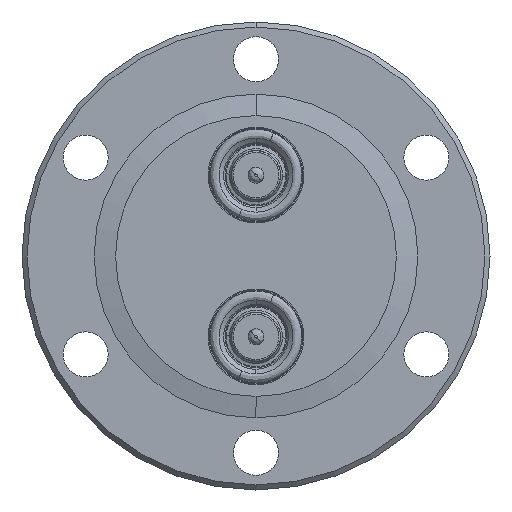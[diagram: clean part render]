
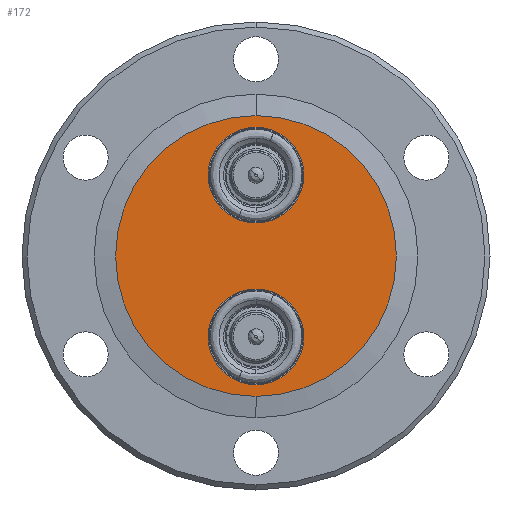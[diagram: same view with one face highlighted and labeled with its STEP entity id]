
A CAD part, front view. The second image highlights one B-rep face of the part: STEP entity #172.
In plain terms, the highlighted planar face has unit normal (0, -1, 0).
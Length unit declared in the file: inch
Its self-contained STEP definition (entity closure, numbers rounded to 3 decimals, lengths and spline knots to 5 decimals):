
#53 = EDGE_CURVE ( 'NONE', #6143, #6186, #3039, .T. ) ;
#172 = ADVANCED_FACE ( 'NONE', ( #2480, #2479, #2481 ), #2471, .F. ) ;
#471 = DIRECTION ( 'NONE',  ( 0., 0., 1. ) ) ;
#472 = DIRECTION ( 'NONE',  ( 0., -1., 0. ) ) ;
#473 = CARTESIAN_POINT ( 'NONE',  ( -0.03757, 0.72412, -0.475 ) ) ;
#1030 = EDGE_LOOP ( 'NONE', ( #1945, #1948 ) ) ;
#1085 = EDGE_LOOP ( 'NONE', ( #2022, #2018 ) ) ;
#1309 = CARTESIAN_POINT ( 'NONE',  ( -0.03757, 0.72412, 0.756 ) ) ;
#1311 = CARTESIAN_POINT ( 'NONE',  ( -0.03757, 0.72412, -0.756 ) ) ;
#1353 = CARTESIAN_POINT ( 'NONE',  ( -0.03757, 0.72412, 0.825 ) ) ;
#1379 = CARTESIAN_POINT ( 'NONE',  ( -0.03757, 0.72412, -0.194 ) ) ;
#1388 = CARTESIAN_POINT ( 'NONE',  ( -0.03757, 0.72412, 0.194 ) ) ;
#1396 = CARTESIAN_POINT ( 'NONE',  ( -0.03757, 0.72412, -0.825 ) ) ;
#1862 = EDGE_LOOP ( 'NONE', ( #2013, #1943 ) ) ;
#1943 = ORIENTED_EDGE ( 'NONE', *, *, #2805, .F. ) ;
#1945 = ORIENTED_EDGE ( 'NONE', *, *, #2653, .F. ) ;
#1948 = ORIENTED_EDGE ( 'NONE', *, *, #2936, .F. ) ;
#2013 = ORIENTED_EDGE ( 'NONE', *, *, #2758, .F. ) ;
#2018 = ORIENTED_EDGE ( 'NONE', *, *, #2868, .T. ) ;
#2022 = ORIENTED_EDGE ( 'NONE', *, *, #53, .T. ) ;
#2468 = DIRECTION ( 'NONE',  ( 0., 0., -1. ) ) ;
#2469 = DIRECTION ( 'NONE',  ( 0., 1., 0. ) ) ;
#2471 = PLANE ( 'NONE',  #3329 ) ;
#2476 = CARTESIAN_POINT ( 'NONE',  ( -0.03757, 0.72412, 0.475 ) ) ;
#2479 = FACE_BOUND ( 'NONE', #1030, .T. ) ;
#2480 = FACE_BOUND ( 'NONE', #1862, .T. ) ;
#2481 = FACE_OUTER_BOUND ( 'NONE', #1085, .T. ) ;
#2653 = EDGE_CURVE ( 'NONE', #6169, #6101, #3252, .T. ) ;
#2758 = EDGE_CURVE ( 'NONE', #6099, #6178, #4741, .T. ) ;
#2805 = EDGE_CURVE ( 'NONE', #6178, #6099, #4844, .T. ) ;
#2868 = EDGE_CURVE ( 'NONE', #6186, #6143, #4585, .T. ) ;
#2936 = EDGE_CURVE ( 'NONE', #6101, #6169, #4518, .T. ) ;
#3039 = CIRCLE ( 'NONE', #3282, 0.825 ) ;
#3215 = AXIS2_PLACEMENT_3D ( 'NONE', #473, #472, #471 ) ;
#3252 = CIRCLE ( 'NONE', #3215, 0.281 ) ;
#3282 = AXIS2_PLACEMENT_3D ( 'NONE', #4170, #4169, #4168 ) ;
#3329 = AXIS2_PLACEMENT_3D ( 'NONE', #2476, #2469, #2468 ) ;
#4168 = DIRECTION ( 'NONE',  ( 0., 0., 1. ) ) ;
#4169 = DIRECTION ( 'NONE',  ( 0., -1., 0. ) ) ;
#4170 = CARTESIAN_POINT ( 'NONE',  ( -0.03757, 0.72412, 0. ) ) ;
#4479 = AXIS2_PLACEMENT_3D ( 'NONE', #5133, #5134, #5135 ) ;
#4518 = CIRCLE ( 'NONE', #4479, 0.281 ) ;
#4582 = AXIS2_PLACEMENT_3D ( 'NONE', #7122, #7123, #7124 ) ;
#4585 = CIRCLE ( 'NONE', #4582, 0.825 ) ;
#4666 = AXIS2_PLACEMENT_3D ( 'NONE', #7013, #7014, #7015 ) ;
#4737 = AXIS2_PLACEMENT_3D ( 'NONE', #6551, #6552, #6553 ) ;
#4741 = CIRCLE ( 'NONE', #4737, 0.281 ) ;
#4844 = CIRCLE ( 'NONE', #4666, 0.281 ) ;
#5133 = CARTESIAN_POINT ( 'NONE',  ( -0.03757, 0.72412, -0.475 ) ) ;
#5134 = DIRECTION ( 'NONE',  ( 0., -1., 0. ) ) ;
#5135 = DIRECTION ( 'NONE',  ( 0., 0., 1. ) ) ;
#6099 = VERTEX_POINT ( 'NONE', #1309 ) ;
#6101 = VERTEX_POINT ( 'NONE', #1311 ) ;
#6143 = VERTEX_POINT ( 'NONE', #1353 ) ;
#6169 = VERTEX_POINT ( 'NONE', #1379 ) ;
#6178 = VERTEX_POINT ( 'NONE', #1388 ) ;
#6186 = VERTEX_POINT ( 'NONE', #1396 ) ;
#6551 = CARTESIAN_POINT ( 'NONE',  ( -0.03757, 0.72412, 0.475 ) ) ;
#6552 = DIRECTION ( 'NONE',  ( 0., -1., 0. ) ) ;
#6553 = DIRECTION ( 'NONE',  ( 0., 0., 1. ) ) ;
#7013 = CARTESIAN_POINT ( 'NONE',  ( -0.03757, 0.72412, 0.475 ) ) ;
#7014 = DIRECTION ( 'NONE',  ( 0., -1., 0. ) ) ;
#7015 = DIRECTION ( 'NONE',  ( 0., 0., 1. ) ) ;
#7122 = CARTESIAN_POINT ( 'NONE',  ( -0.03757, 0.72412, 0. ) ) ;
#7123 = DIRECTION ( 'NONE',  ( 0., -1., 0. ) ) ;
#7124 = DIRECTION ( 'NONE',  ( 0., 0., 1. ) ) ;
